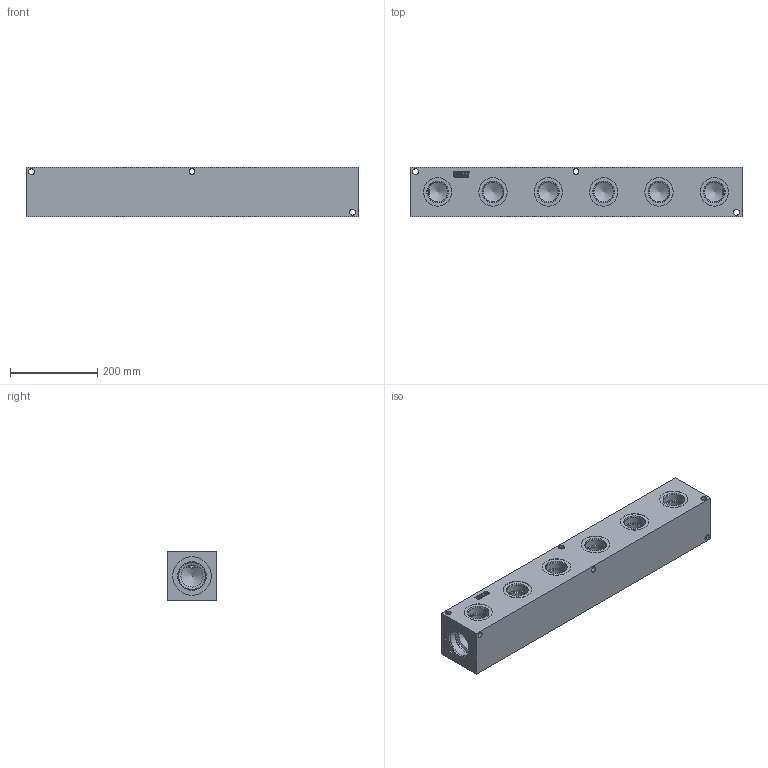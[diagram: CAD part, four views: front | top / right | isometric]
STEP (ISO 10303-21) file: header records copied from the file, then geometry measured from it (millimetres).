
FILE_DESCRIPTION(/* description */ (''),/* implementation_level */ '2;1');
FILE_NAME(/* name */ '_H0000624S.stp',/* time_stamp */ '2022-06-01T13:30:40-04:00',/* author */ ('bobbyh'),/* organization */ (''),/* preprocessor_version */ 'ST-DEVELOPER v18',/* originating_system */ 'Autodesk Inventor 2020',/* authorisation */ '');
FILE_SCHEMA (('AUTOMOTIVE_DESIGN { 1 0 10303 214 3 1 1 }'));
Length unit declared in the file: millimetre
Products named in the file (1): Part_+H0000624S_3D
Bounding box: 762 x 114.3 x 114.3 mm (x, y, z)
Volume: 9194811.1 mm3; surface area: 447018.3 mm2
Topology: 1 solids, 1 shells, 415 faces, 1136 edges, 759 vertices
Faces by surface type: plane 229, bspline 102, cylinder 52, cone 32
Full cylindrical faces by diameter (mm): 13.487 x12, 44.45 x6, 45.568 x6, 47.625 x6, 48.057 x6, 50.8 x2, 61.443 x2, 63.5 x2, 63.957 x2, 65.126 x6, 88.138 x2
Entity records: 14055 total; most frequent: CARTESIAN_POINT 3683, ORIENTED_EDGE 2256, DIRECTION 1729, EDGE_CURVE 1128, VERTEX_POINT 759, LINE 735, VECTOR 735, AXIS2_PLACEMENT_3D 497
